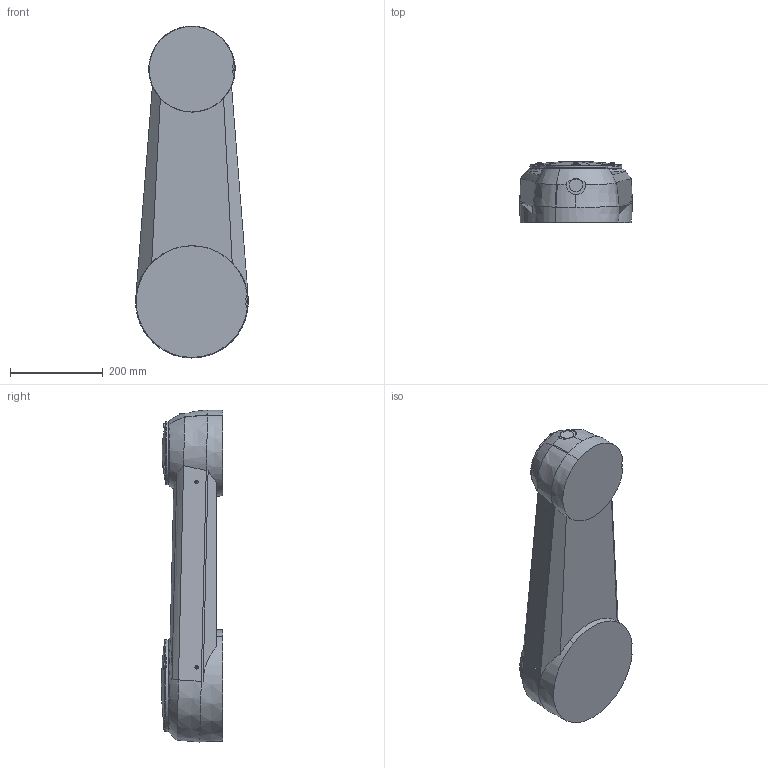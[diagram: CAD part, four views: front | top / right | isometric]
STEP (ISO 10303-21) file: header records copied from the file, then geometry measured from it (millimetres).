
FILE_DESCRIPTION(('FreeCAD Model'),'2;1');
FILE_NAME('Open CASCADE Shape Model','2021-11-14T03:59:04',('Author'),( ''),'Open CASCADE STEP processor 7.4','FreeCAD','Unknown');
FILE_SCHEMA(('CONFIG_CONTROL_DESIGN','SHAPE_APPEARANCE_LAYER_MIM'));
Length unit declared in the file: millimetre
Products named in the file (1): Compound002
Bounding box: 241.82 x 131.5 x 714.12 mm (x, y, z)
Volume: 14350962.9 mm3; surface area: 437215.1 mm2
Topology: 1 solids, 1 shells, 256 faces, 624 edges, 380 vertices
Faces by surface type: cylinder 80, plane 79, bspline 40, torus 31, cone 12, sphere 10, revolution 4
Entity records: 24893 total; most frequent: CARTESIAN_POINT 13189, DIRECTION 1995, ORIENTED_EDGE 1208, PCURVE 1208, DEFINITIONAL_REPRESENTATION 1208, LINE 967, VECTOR 967, EDGE_CURVE 604
